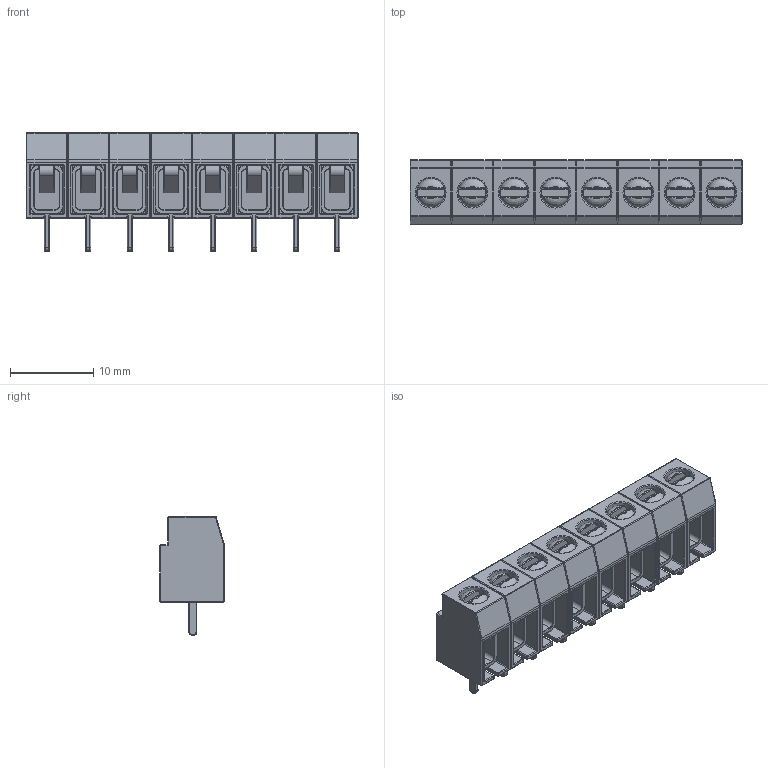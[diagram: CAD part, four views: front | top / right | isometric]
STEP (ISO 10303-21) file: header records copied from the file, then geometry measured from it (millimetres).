
FILE_DESCRIPTION(('FreeCAD Model'),'2;1');
FILE_NAME('Open CASCADE Shape Model','2023-08-10T16:53:58',(''),(''), 'Open CASCADE STEP processor 7.6','FreeCAD','Unknown');
FILE_SCHEMA(('AUTOMOTIVE_DESIGN { 1 0 10303 214 1 1 1 1 }'));
Length unit declared in the file: millimetre
Products named in the file (9): ScrewTerm_CUI_TB003_500; Housing; Housing_SinglePin; Enclosures; Enclosures_SinglePin; Screws; Screws_SinglePin; Pins; Pins_SinglePin
Assembly tree (36 placements, depth 3):
  ScrewTerm_CUI_TB003_500
    Housing
      Housing_SinglePin  x8
    Enclosures
      Enclosures_SinglePin  x8
    Screws
      Screws_SinglePin  x8
    Pins
      Pins_SinglePin  x8
Bounding box: 40 x 7.8 x 14.3 mm (x, y, z)
Volume: 2002.4 mm3; surface area: 5248.9 mm2
Topology: 32 solids, 32 shells, 1848 faces, 4264 edges, 2176 vertices
Faces by surface type: cylinder 808, plane 408, torus 344, sphere 176, bspline 96, revolution 16
Full cylindrical faces by diameter (mm): 3.5 x16
Entity records: 16083 total; most frequent: CARTESIAN_POINT 5509, DIRECTION 2093, LINE 1079, VECTOR 1079, ORIENTED_EDGE 990, PCURVE 990, DEFINITIONAL_REPRESENTATION 990, EDGE_CURVE 495
